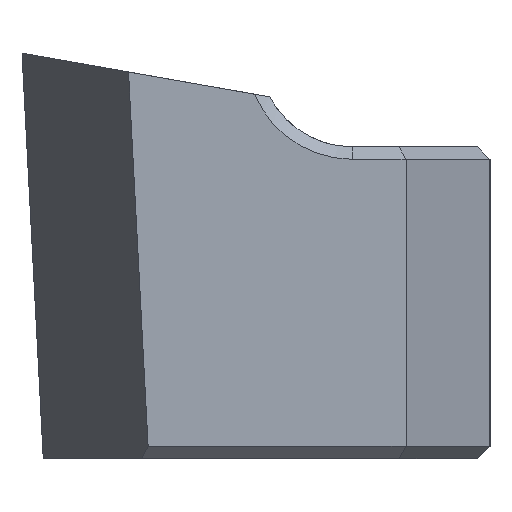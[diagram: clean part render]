
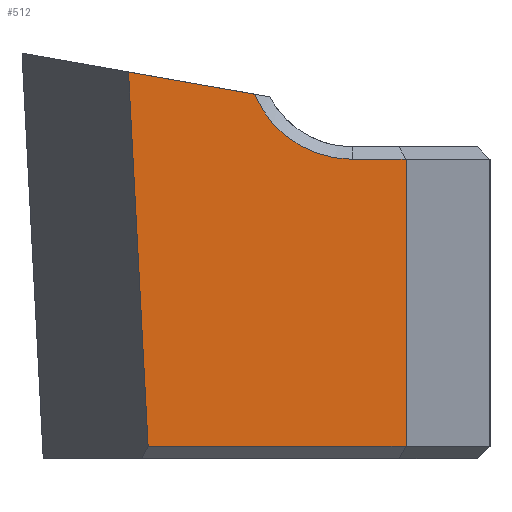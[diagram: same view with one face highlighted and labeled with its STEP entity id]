
A CAD part, left-side view. The second image highlights one B-rep face of the part: STEP entity #512.
In plain terms, the highlighted planar face has unit normal (-1, 0, 0).
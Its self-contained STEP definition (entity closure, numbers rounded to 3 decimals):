
#2 = EDGE_LOOP ( 'NONE', ( #960, #676, #643, #879, #419, #843 ) ) ;
#15 = LINE ( 'NONE', #19, #984 ) ;
#19 = CARTESIAN_POINT ( 'NONE',  ( -3., 1.345, 0.2 ) ) ;
#44 = VECTOR ( 'NONE', #1056, 1000. ) ;
#76 = CARTESIAN_POINT ( 'NONE',  ( -3., 3.773, 5.843 ) ) ;
#79 = VERTEX_POINT ( 'NONE', #121 ) ;
#121 = CARTESIAN_POINT ( 'NONE',  ( -3., 2.205, 4.8 ) ) ;
#141 = LINE ( 'NONE', #144, #739 ) ;
#144 = CARTESIAN_POINT ( 'NONE',  ( -3., 1.345, 6.5 ) ) ;
#147 = DIRECTION ( 'NONE',  ( 0., 0., -1. ) ) ;
#155 = AXIS2_PLACEMENT_3D ( 'NONE', #549, #550, #552 ) ;
#160 = DIRECTION ( 'NONE',  ( 0., 0., -1. ) ) ;
#167 = AXIS2_PLACEMENT_3D ( 'NONE', #330, #1049, #160 ) ;
#180 = EDGE_CURVE ( 'NONE', #499, #881, #1050, .T. ) ;
#192 = VECTOR ( 'NONE', #734, 1000. ) ;
#218 = DIRECTION ( 'NONE',  ( 0., -1., 0. ) ) ;
#220 = EDGE_CURVE ( 'NONE', #881, #805, #347, .T. ) ;
#330 = CARTESIAN_POINT ( 'NONE',  ( -3., 2.205, 6.5 ) ) ;
#347 = LINE ( 'NONE', #353, #360 ) ;
#353 = CARTESIAN_POINT ( 'NONE',  ( -3., -0.885, 5.021 ) ) ;
#358 = DIRECTION ( 'NONE',  ( 0., -0.985, -0.174 ) ) ;
#360 = VECTOR ( 'NONE', #358, 1000. ) ;
#391 = EDGE_CURVE ( 'NONE', #721, #604, #141, .T. ) ;
#419 = ORIENTED_EDGE ( 'NONE', *, *, #633, .T. ) ;
#499 = VERTEX_POINT ( 'NONE', #525 ) ;
#512 = ADVANCED_FACE ( 'NONE', ( #538 ), #542, .F. ) ;
#524 = EDGE_CURVE ( 'NONE', #721, #79, #663, .T. ) ;
#525 = CARTESIAN_POINT ( 'NONE',  ( -3., 5.479, 0.2 ) ) ;
#538 = FACE_OUTER_BOUND ( 'NONE', #2, .T. ) ;
#541 = CARTESIAN_POINT ( 'NONE',  ( -3., 5.793, 6.199 ) ) ;
#542 = PLANE ( 'NONE',  #155 ) ;
#549 = CARTESIAN_POINT ( 'NONE',  ( -3., 1.345, 6.5 ) ) ;
#550 = DIRECTION ( 'NONE',  ( 1., 0., 0. ) ) ;
#552 = DIRECTION ( 'NONE',  ( 0., 0., -1. ) ) ;
#604 = VERTEX_POINT ( 'NONE', #1015 ) ;
#633 = EDGE_CURVE ( 'NONE', #79, #805, #696, .T. ) ;
#643 = ORIENTED_EDGE ( 'NONE', *, *, #391, .F. ) ;
#663 = LINE ( 'NONE', #708, #192 ) ;
#676 = ORIENTED_EDGE ( 'NONE', *, *, #929, .T. ) ;
#696 = CIRCLE ( 'NONE', #167, 1.7 ) ;
#708 = CARTESIAN_POINT ( 'NONE',  ( -3., 2.205, 4.8 ) ) ;
#721 = VERTEX_POINT ( 'NONE', #996 ) ;
#734 = DIRECTION ( 'NONE',  ( 0., 1., 0. ) ) ;
#739 = VECTOR ( 'NONE', #147, 1000. ) ;
#805 = VERTEX_POINT ( 'NONE', #76 ) ;
#843 = ORIENTED_EDGE ( 'NONE', *, *, #220, .F. ) ;
#879 = ORIENTED_EDGE ( 'NONE', *, *, #524, .T. ) ;
#881 = VERTEX_POINT ( 'NONE', #541 ) ;
#929 = EDGE_CURVE ( 'NONE', #499, #604, #15, .T. ) ;
#960 = ORIENTED_EDGE ( 'NONE', *, *, #180, .F. ) ;
#984 = VECTOR ( 'NONE', #218, 1000. ) ;
#996 = CARTESIAN_POINT ( 'NONE',  ( -3., 1.345, 4.8 ) ) ;
#1015 = CARTESIAN_POINT ( 'NONE',  ( -3., 1.345, 0.2 ) ) ;
#1049 = DIRECTION ( 'NONE',  ( 1., 0., 0. ) ) ;
#1050 = LINE ( 'NONE', #1053, #44 ) ;
#1053 = CARTESIAN_POINT ( 'NONE',  ( -3., 5.453, -0.286 ) ) ;
#1056 = DIRECTION ( 'NONE',  ( 0., 0.052, 0.999 ) ) ;
